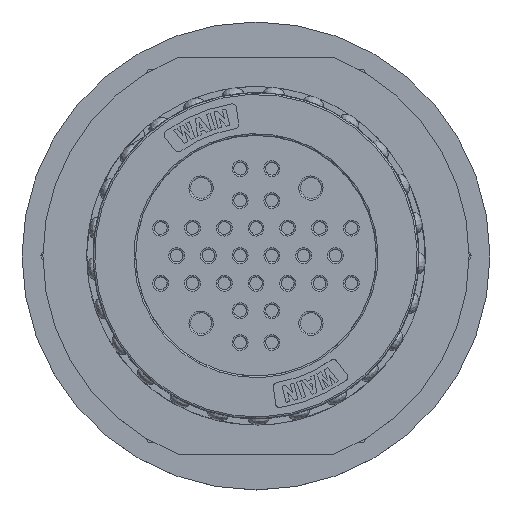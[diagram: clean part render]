
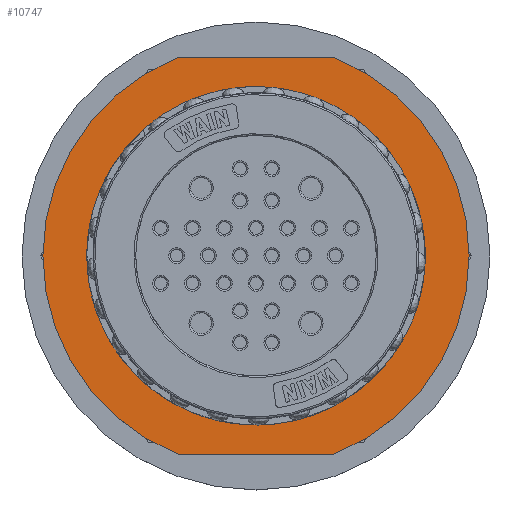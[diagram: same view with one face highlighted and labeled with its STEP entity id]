
A CAD part, top view. The second image highlights one B-rep face of the part: STEP entity #10747.
In plain terms, the highlighted planar face has unit normal (0, 0, 1).
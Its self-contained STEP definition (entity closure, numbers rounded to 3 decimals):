
#225=FACE_BOUND('',#14172,.T.);
#226=FACE_BOUND('',#14173,.T.);
#852=CIRCLE('',#33600,17.);
#853=CIRCLE('',#33602,25.5);
#854=CIRCLE('',#33603,25.5);
#1242=PLANE('',#33604);
#2775=LINE('',#47568,#6763);
#2776=LINE('',#47573,#6764);
#6763=VECTOR('',#35791,1.);
#6764=VECTOR('',#35794,1.);
#10747=ADVANCED_FACE('',(#225,#226),#1242,.T.);
#14172=EDGE_LOOP('',(#16356,#16357,#16358,#16359));
#14173=EDGE_LOOP('',(#16360,#16361,#16362));
#16356=ORIENTED_EDGE('',*,*,#28828,.F.);
#16357=ORIENTED_EDGE('',*,*,#28829,.T.);
#16358=ORIENTED_EDGE('',*,*,#28830,.F.);
#16359=ORIENTED_EDGE('',*,*,#28831,.T.);
#16360=ORIENTED_EDGE('',*,*,#28827,.T.);
#16361=ORIENTED_EDGE('',*,*,#28822,.T.);
#16362=ORIENTED_EDGE('',*,*,#28819,.T.);
#25639=VERTEX_POINT('',#45839);
#25645=VERTEX_POINT('',#45893);
#25648=VERTEX_POINT('',#46538);
#25651=VERTEX_POINT('',#47569);
#25652=VERTEX_POINT('',#47570);
#25653=VERTEX_POINT('',#47572);
#25654=VERTEX_POINT('',#47574);
#28819=EDGE_CURVE('',#25639,#25645,#33443,.T.);
#28822=EDGE_CURVE('',#25648,#25639,#33446,.T.);
#28827=EDGE_CURVE('',#25645,#25648,#852,.T.);
#28828=EDGE_CURVE('',#25651,#25652,#2775,.T.);
#28829=EDGE_CURVE('',#25651,#25653,#853,.T.);
#28830=EDGE_CURVE('',#25654,#25653,#2776,.T.);
#28831=EDGE_CURVE('',#25654,#25652,#854,.T.);
#33443=B_SPLINE_CURVE_WITH_KNOTS('',3,(#45894,#45895,#45896,#45897,#45898,
#45899),.UNSPECIFIED.,.F.,.F.,(4,2,4),(0.,0.5,1.),.UNSPECIFIED.);
#33446=B_SPLINE_CURVE_WITH_KNOTS('',3,(#46518,#46519,#46520,#46521,#46522,
#46523,#46524,#46525,#46526,#46527,#46528,#46529,#46530,#46531,#46532,#46533,
#46534,#46535,#46536,#46537),.UNSPECIFIED.,.F.,.F.,(4,2,2,2,2,2,2,2,2,4),
(0.,0.125,0.25,0.375,0.438,0.5,0.625,0.75,0.875,1.),.UNSPECIFIED.);
#33600=AXIS2_PLACEMENT_3D('',#47566,#35787,#35788);
#33602=AXIS2_PLACEMENT_3D('',#47571,#35792,#35793);
#33603=AXIS2_PLACEMENT_3D('',#47575,#35795,#35796);
#33604=AXIS2_PLACEMENT_3D('',#47576,#35797,#35798);
#35787=DIRECTION('',(0.,0.,-1.));
#35788=DIRECTION('',(-0.997,0.071,0.));
#35791=DIRECTION('',(1.,0.,0.));
#35792=DIRECTION('',(0.,0.,1.));
#35793=DIRECTION('',(-0.364,0.931,0.));
#35794=DIRECTION('',(-1.,0.,0.));
#35795=DIRECTION('',(0.,0.,1.));
#35796=DIRECTION('',(0.364,-0.931,0.));
#35797=DIRECTION('',(0.,0.,1.));
#35798=DIRECTION('',(1.,0.,0.));
#45839=CARTESIAN_POINT('',(20.56,13.675,10.642));
#45893=CARTESIAN_POINT('',(16.002,27.012,10.642));
#45894=CARTESIAN_POINT('',(20.56,13.675,10.642));
#45895=CARTESIAN_POINT('',(18.906,15.449,10.642));
#45896=CARTESIAN_POINT('',(17.625,17.577,10.642));
#45897=CARTESIAN_POINT('',(16.057,22.179,10.642));
#45898=CARTESIAN_POINT('',(15.773,24.615,10.642));
#45899=CARTESIAN_POINT('',(16.002,27.012,10.642));
#46518=CARTESIAN_POINT('',(32.338,42.787,10.642));
#46519=CARTESIAN_POINT('',(35.279,42.968,10.642));
#46520=CARTESIAN_POINT('',(38.079,42.425,10.642));
#46521=CARTESIAN_POINT('',(43.436,39.869,10.642));
#46522=CARTESIAN_POINT('',(45.634,38.029,10.642));
#46523=CARTESIAN_POINT('',(49.123,33.151,10.642));
#46524=CARTESIAN_POINT('',(50.176,30.403,10.642));
#46525=CARTESIAN_POINT('',(50.702,25.962,10.642));
#46526=CARTESIAN_POINT('',(50.697,24.509,10.642));
#46527=CARTESIAN_POINT('',(50.328,21.659,10.642));
#46528=CARTESIAN_POINT('',(49.949,20.222,10.642));
#46529=CARTESIAN_POINT('',(48.364,16.231,10.642));
#46530=CARTESIAN_POINT('',(46.689,13.948,10.642));
#46531=CARTESIAN_POINT('',(42.199,10.218,10.642));
#46532=CARTESIAN_POINT('',(39.648,9.014,10.642));
#46533=CARTESIAN_POINT('',(33.697,7.879,10.642));
#46534=CARTESIAN_POINT('',(30.763,8.067,10.642));
#46535=CARTESIAN_POINT('',(25.047,9.931,10.642));
#46536=CARTESIAN_POINT('',(22.599,11.49,10.642));
#46537=CARTESIAN_POINT('',(20.56,13.675,10.642));
#46538=CARTESIAN_POINT('',(32.338,42.787,10.642));
#47566=CARTESIAN_POINT('',(32.959,25.799,10.642));
#47568=CARTESIAN_POINT('',(23.675,49.549,10.642));
#47569=CARTESIAN_POINT('',(23.675,49.549,10.642));
#47570=CARTESIAN_POINT('',(42.242,49.549,10.642));
#47571=CARTESIAN_POINT('',(32.959,25.799,10.642));
#47572=CARTESIAN_POINT('',(23.675,2.049,10.642));
#47573=CARTESIAN_POINT('',(42.242,2.049,10.642));
#47574=CARTESIAN_POINT('',(42.242,2.049,10.642));
#47575=CARTESIAN_POINT('',(32.959,25.799,10.642));
#47576=CARTESIAN_POINT('',(32.959,25.799,10.642));
